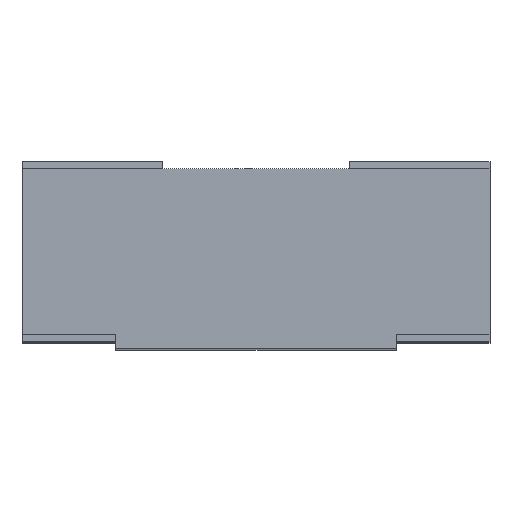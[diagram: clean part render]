
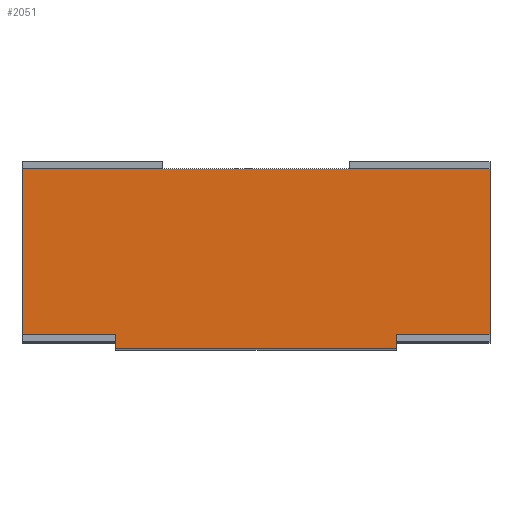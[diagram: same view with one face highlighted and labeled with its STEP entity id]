
A CAD part, top view. The second image highlights one B-rep face of the part: STEP entity #2051.
In plain terms, the highlighted planar face has unit normal (0, 0, 1).
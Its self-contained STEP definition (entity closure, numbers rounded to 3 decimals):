
#419=DIRECTION('',(0.,-1.,0.));
#420=VECTOR('',#419,0.03);
#421=CARTESIAN_POINT('',(-0.3,-0.178,2.));
#422=LINE('',#421,#420);
#435=DIRECTION('',(1.,0.,0.));
#436=VECTOR('',#435,0.2);
#437=CARTESIAN_POINT('',(0.3,-0.178,2.));
#438=LINE('',#437,#436);
#439=DIRECTION('',(0.,-1.,0.));
#440=VECTOR('',#439,0.03);
#441=CARTESIAN_POINT('',(0.3,-0.178,2.));
#442=LINE('',#441,#440);
#443=DIRECTION('',(1.,0.,0.));
#444=VECTOR('',#443,0.2);
#445=CARTESIAN_POINT('',(-0.5,-0.178,2.));
#446=LINE('',#445,#444);
#447=DIRECTION('',(0.,-1.,0.));
#448=VECTOR('',#447,0.355);
#449=CARTESIAN_POINT('',(-0.5,0.178,2.));
#450=LINE('',#449,#448);
#451=DIRECTION('',(-1.,0.,0.));
#452=VECTOR('',#451,1.);
#453=CARTESIAN_POINT('',(0.5,0.178,2.));
#454=LINE('',#453,#452);
#455=DIRECTION('',(0.,1.,0.));
#456=VECTOR('',#455,0.355);
#457=CARTESIAN_POINT('',(0.5,-0.178,2.));
#458=LINE('',#457,#456);
#1065=DIRECTION('',(-1.,0.,0.));
#1066=VECTOR('',#1065,0.6);
#1067=CARTESIAN_POINT('',(0.3,-0.208,2.));
#1068=LINE('',#1067,#1066);
#1081=CARTESIAN_POINT('',(-0.5,0.178,2.));
#1082=CARTESIAN_POINT('',(-0.5,-0.178,2.));
#1083=VERTEX_POINT('',#1081);
#1084=VERTEX_POINT('',#1082);
#1085=CARTESIAN_POINT('',(0.5,-0.178,2.));
#1086=CARTESIAN_POINT('',(0.5,0.178,2.));
#1087=VERTEX_POINT('',#1085);
#1088=VERTEX_POINT('',#1086);
#1218=CARTESIAN_POINT('',(0.3,-0.208,2.));
#1220=VERTEX_POINT('',#1218);
#1221=CARTESIAN_POINT('',(-0.3,-0.208,2.));
#1222=VERTEX_POINT('',#1221);
#1229=CARTESIAN_POINT('',(-0.3,-0.178,2.));
#1230=VERTEX_POINT('',#1229);
#1231=CARTESIAN_POINT('',(0.3,-0.178,2.));
#1232=VERTEX_POINT('',#1231);
#2032=CARTESIAN_POINT('',(0.,0.,2.));
#2033=DIRECTION('',(0.,0.,1.));
#2034=DIRECTION('',(1.,0.,0.));
#2035=AXIS2_PLACEMENT_3D('',#2032,#2033,#2034);
#2036=PLANE('',#2035);
#2037=ORIENTED_EDGE('',*,*,#1569,.F.);
#2039=ORIENTED_EDGE('',*,*,#2038,.T.);
#2041=ORIENTED_EDGE('',*,*,#2040,.T.);
#2042=ORIENTED_EDGE('',*,*,#1961,.F.);
#2043=ORIENTED_EDGE('',*,*,#1490,.F.);
#2044=ORIENTED_EDGE('',*,*,#1727,.F.);
#2046=ORIENTED_EDGE('',*,*,#2045,.F.);
#2048=ORIENTED_EDGE('',*,*,#2047,.F.);
#2049=EDGE_LOOP('',(#2037,#2039,#2041,#2042,#2043,#2044,#2046,#2048));
#2050=FACE_OUTER_BOUND('',#2049,.F.);
#1490=EDGE_CURVE('',#1084,#1230,#446,.T.);
#1569=EDGE_CURVE('',#1232,#1087,#438,.T.);
#1727=EDGE_CURVE('',#1083,#1084,#450,.T.);
#1961=EDGE_CURVE('',#1230,#1222,#422,.T.);
#2038=EDGE_CURVE('',#1232,#1220,#442,.T.);
#2040=EDGE_CURVE('',#1220,#1222,#1068,.T.);
#2045=EDGE_CURVE('',#1088,#1083,#454,.T.);
#2047=EDGE_CURVE('',#1087,#1088,#458,.T.);
#2051=ADVANCED_FACE('',(#2050),#2036,.T.);
